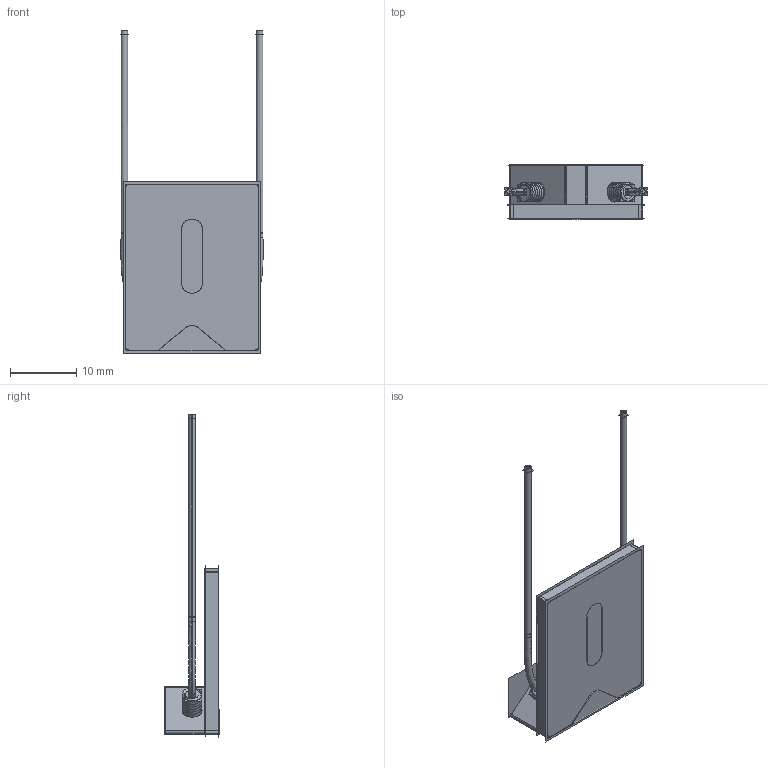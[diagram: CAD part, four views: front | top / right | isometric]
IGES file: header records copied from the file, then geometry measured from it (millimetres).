
Start section:  PTC IGES file: 193955.igs
Global section: file name: 193955.igs; native system: Creo Parametric by Parametric Technology Corporation; preprocessor: 2013230; author: pdmadmin; organization: Unknown; date: 20160309.105327; units: millimetre
Bounding box: 21.51 x 8.32 x 48.68 mm (x, y, z)
Volume: 1307.7 mm3; surface area: 11751.2 mm2
Topology: 5 solids, 9 shells, 286 faces, 1542 edges, 2014 vertices
Faces by surface type: revolution 186, bspline 100
